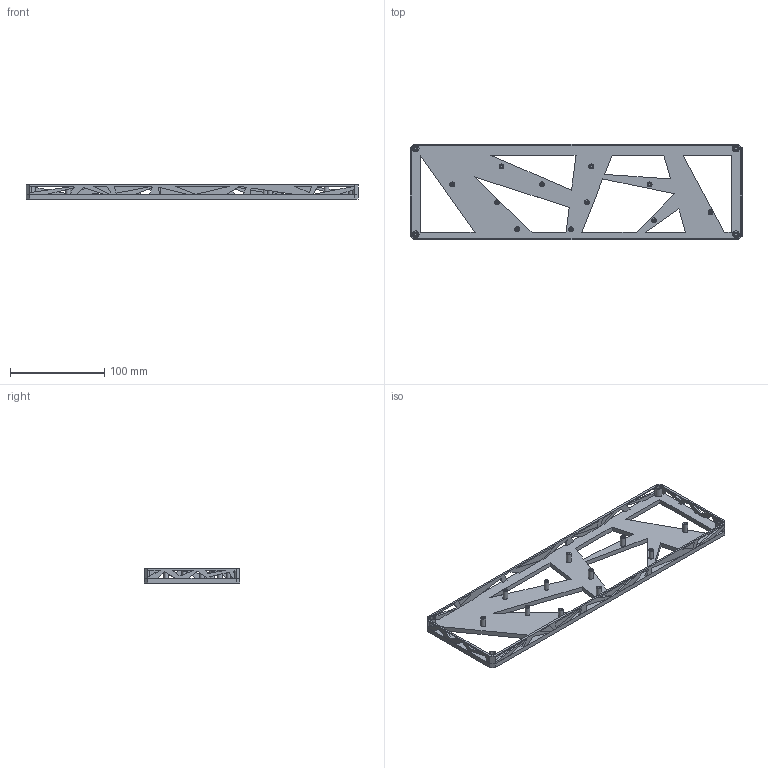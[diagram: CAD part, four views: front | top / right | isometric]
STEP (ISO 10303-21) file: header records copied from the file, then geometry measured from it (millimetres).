
FILE_DESCRIPTION(/* description */ (''),/* implementation_level */ '2;1');
FILE_NAME(/* name */ 'case.step',/* time_stamp */ '2025-08-05T11:34:15-05:00',/* author */ (''),/* organization */ (''),/* preprocessor_version */ 'ST-DEVELOPER v20.1',/* originating_system */ 'Autodesk Translation Framework v14.10.0.0',/* authorisation */ '');
FILE_SCHEMA (('AUTOMOTIVE_DESIGN { 1 0 10303 214 3 1 1 }'));
Length unit declared in the file: millimetre
Products named in the file (1): lp-kbb-case-2
Bounding box: 352.44 x 101.78 x 15 mm (x, y, z)
Volume: 121998.1 mm3; surface area: 79723.9 mm2
Topology: 29 solids, 29 shells, 347 faces, 772 edges, 504 vertices
Faces by surface type: plane 288, cylinder 59
Full cylindrical faces by diameter (mm): 1.9 x21, 2.7 x11, 2.9 x8, 4.7 x4, 5.2 x11, 7.2 x4
Entity records: 9346 total; most frequent: CARTESIAN_POINT 1586, DIRECTION 1542, ORIENTED_EDGE 1512, EDGE_CURVE 756, LINE 638, VECTOR 638, VERTEX_POINT 496, AXIS2_PLACEMENT_3D 452
